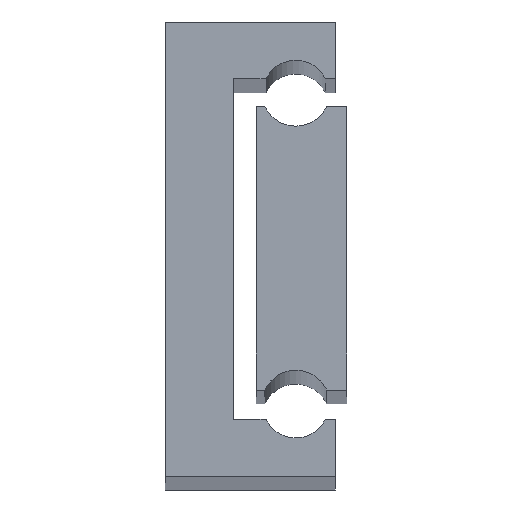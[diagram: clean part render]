
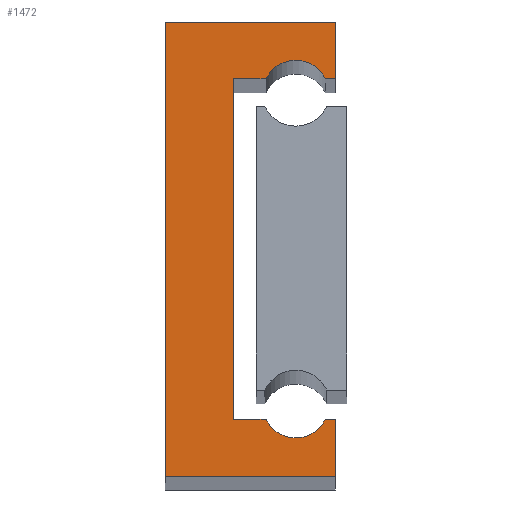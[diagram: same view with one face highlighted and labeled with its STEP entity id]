
A CAD part, top view. The second image highlights one B-rep face of the part: STEP entity #1472.
In plain terms, the highlighted planar face has unit normal (0, 0, 1).
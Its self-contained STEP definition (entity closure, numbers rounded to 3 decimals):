
#6 = VERTEX_POINT ( 'NONE', #1626 ) ;
#49 = DIRECTION ( 'NONE',  ( 0., 0., -1. ) ) ;
#58 = VECTOR ( 'NONE', #1228, 1000. ) ;
#68 = ORIENTED_EDGE ( 'NONE', *, *, #298, .T. ) ;
#103 = ORIENTED_EDGE ( 'NONE', *, *, #1240, .T. ) ;
#144 = VERTEX_POINT ( 'NONE', #1966 ) ;
#169 = CIRCLE ( 'NONE', #663, 2.89 ) ;
#179 = EDGE_CURVE ( 'NONE', #144, #6, #1264, .T. ) ;
#180 = CARTESIAN_POINT ( 'NONE',  ( 6., 35., 350. ) ) ;
#257 = LINE ( 'NONE', #1973, #1927 ) ;
#298 = EDGE_CURVE ( 'NONE', #705, #1826, #1105, .T. ) ;
#302 = DIRECTION ( 'NONE',  ( -1., 0., 0. ) ) ;
#346 = DIRECTION ( 'NONE',  ( -1., 0., 0. ) ) ;
#427 = VECTOR ( 'NONE', #1655, 1000. ) ;
#432 = EDGE_CURVE ( 'NONE', #602, #650, #1401, .T. ) ;
#482 = VERTEX_POINT ( 'NONE', #1460 ) ;
#489 = DIRECTION ( 'NONE',  ( 0., 1., 0. ) ) ;
#515 = ORIENTED_EDGE ( 'NONE', *, *, #898, .T. ) ;
#517 = DIRECTION ( 'NONE',  ( 0., 1., 0. ) ) ;
#524 = VECTOR ( 'NONE', #346, 1000. ) ;
#537 = LINE ( 'NONE', #1588, #524 ) ;
#550 = ORIENTED_EDGE ( 'NONE', *, *, #1726, .T. ) ;
#564 = VERTEX_POINT ( 'NONE', #995 ) ;
#566 = EDGE_CURVE ( 'NONE', #1562, #831, #844, .T. ) ;
#581 = DIRECTION ( 'NONE',  ( 1., 0., 0. ) ) ;
#585 = ORIENTED_EDGE ( 'NONE', *, *, #1346, .T. ) ;
#587 = DIRECTION ( 'NONE',  ( -1., 0., 0. ) ) ;
#602 = VERTEX_POINT ( 'NONE', #752 ) ;
#617 = CARTESIAN_POINT ( 'NONE',  ( 6., 5., 350. ) ) ;
#640 = EDGE_CURVE ( 'NONE', #831, #564, #257, .T. ) ;
#650 = VERTEX_POINT ( 'NONE', #1352 ) ;
#659 = CARTESIAN_POINT ( 'NONE',  ( 0., 40., 350. ) ) ;
#663 = AXIS2_PLACEMENT_3D ( 'NONE', #1930, #49, #1445 ) ;
#687 = ORIENTED_EDGE ( 'NONE', *, *, #1704, .T. ) ;
#696 = CARTESIAN_POINT ( 'NONE',  ( 15., 35., 350. ) ) ;
#705 = VERTEX_POINT ( 'NONE', #1518 ) ;
#731 = CARTESIAN_POINT ( 'NONE',  ( 0., 0., 350. ) ) ;
#752 = CARTESIAN_POINT ( 'NONE',  ( 15., 0., 350. ) ) ;
#770 = CARTESIAN_POINT ( 'NONE',  ( 6., 5., 350. ) ) ;
#792 = VECTOR ( 'NONE', #1055, 1000. ) ;
#831 = VERTEX_POINT ( 'NONE', #180 ) ;
#842 = CARTESIAN_POINT ( 'NONE',  ( 15., 40., 350. ) ) ;
#844 = LINE ( 'NONE', #770, #427 ) ;
#892 = EDGE_CURVE ( 'NONE', #650, #144, #1279, .T. ) ;
#898 = EDGE_CURVE ( 'NONE', #482, #1701, #1122, .T. ) ;
#948 = LINE ( 'NONE', #659, #1110 ) ;
#989 = CARTESIAN_POINT ( 'NONE',  ( 15., 40., 350. ) ) ;
#995 = CARTESIAN_POINT ( 'NONE',  ( 8.895, 35., 350. ) ) ;
#1008 = VECTOR ( 'NONE', #489, 1000. ) ;
#1044 = EDGE_CURVE ( 'NONE', #1826, #602, #1162, .T. ) ;
#1055 = DIRECTION ( 'NONE',  ( 1., 0., 0. ) ) ;
#1105 = LINE ( 'NONE', #1561, #58 ) ;
#1110 = VECTOR ( 'NONE', #302, 1000. ) ;
#1112 = AXIS2_PLACEMENT_3D ( 'NONE', #1530, #1345, #1810 ) ;
#1118 = ORIENTED_EDGE ( 'NONE', *, *, #640, .T. ) ;
#1122 = LINE ( 'NONE', #842, #1358 ) ;
#1162 = LINE ( 'NONE', #731, #792 ) ;
#1196 = CARTESIAN_POINT ( 'NONE',  ( 11.5, 33.75, 350. ) ) ;
#1201 = ORIENTED_EDGE ( 'NONE', *, *, #566, .T. ) ;
#1208 = ORIENTED_EDGE ( 'NONE', *, *, #892, .T. ) ;
#1228 = DIRECTION ( 'NONE',  ( 0., -1., 0. ) ) ;
#1240 = EDGE_CURVE ( 'NONE', #1701, #705, #948, .T. ) ;
#1264 = CIRCLE ( 'NONE', #1112, 2.89 ) ;
#1279 = LINE ( 'NONE', #1939, #1546 ) ;
#1296 = DIRECTION ( 'NONE',  ( 1., 0., 0. ) ) ;
#1301 = DIRECTION ( 'NONE',  ( -1., 0., 0. ) ) ;
#1328 = FACE_OUTER_BOUND ( 'NONE', #1801, .T. ) ;
#1345 = DIRECTION ( 'NONE',  ( 0., 0., -1. ) ) ;
#1346 = EDGE_CURVE ( 'NONE', #6, #1562, #537, .T. ) ;
#1352 = CARTESIAN_POINT ( 'NONE',  ( 15., 5., 350. ) ) ;
#1356 = PLANE ( 'NONE',  #1648 ) ;
#1358 = VECTOR ( 'NONE', #517, 1000. ) ;
#1401 = LINE ( 'NONE', #1896, #1008 ) ;
#1432 = VERTEX_POINT ( 'NONE', #1484 ) ;
#1445 = DIRECTION ( 'NONE',  ( -1., 0., 0. ) ) ;
#1460 = CARTESIAN_POINT ( 'NONE',  ( 15., 35., 350. ) ) ;
#1462 = ORIENTED_EDGE ( 'NONE', *, *, #1044, .T. ) ;
#1472 = ADVANCED_FACE ( 'NONE', ( #1328 ), #1356, .F. ) ;
#1484 = CARTESIAN_POINT ( 'NONE',  ( 14.105, 35., 350. ) ) ;
#1508 = VECTOR ( 'NONE', #1296, 1000. ) ;
#1518 = CARTESIAN_POINT ( 'NONE',  ( 0., 40., 350. ) ) ;
#1530 = CARTESIAN_POINT ( 'NONE',  ( 11.5, 6.25, 350. ) ) ;
#1546 = VECTOR ( 'NONE', #1301, 1000. ) ;
#1561 = CARTESIAN_POINT ( 'NONE',  ( 0., 0., 350. ) ) ;
#1562 = VERTEX_POINT ( 'NONE', #617 ) ;
#1588 = CARTESIAN_POINT ( 'NONE',  ( 8.895, 5., 350. ) ) ;
#1619 = CARTESIAN_POINT ( 'NONE',  ( 0., 0., 350. ) ) ;
#1626 = CARTESIAN_POINT ( 'NONE',  ( 8.895, 5., 350. ) ) ;
#1648 = AXIS2_PLACEMENT_3D ( 'NONE', #1196, #1977, #587 ) ;
#1655 = DIRECTION ( 'NONE',  ( 0., 1., 0. ) ) ;
#1678 = ORIENTED_EDGE ( 'NONE', *, *, #432, .T. ) ;
#1701 = VERTEX_POINT ( 'NONE', #989 ) ;
#1704 = EDGE_CURVE ( 'NONE', #564, #1432, #169, .T. ) ;
#1723 = LINE ( 'NONE', #696, #1508 ) ;
#1726 = EDGE_CURVE ( 'NONE', #1432, #482, #1723, .T. ) ;
#1752 = ORIENTED_EDGE ( 'NONE', *, *, #179, .T. ) ;
#1801 = EDGE_LOOP ( 'NONE', ( #68, #1462, #1678, #1208, #1752, #585, #1201, #1118, #687, #550, #515, #103 ) ) ;
#1810 = DIRECTION ( 'NONE',  ( 1., 0., 0. ) ) ;
#1826 = VERTEX_POINT ( 'NONE', #1619 ) ;
#1896 = CARTESIAN_POINT ( 'NONE',  ( 15., 0., 350. ) ) ;
#1927 = VECTOR ( 'NONE', #581, 1000. ) ;
#1930 = CARTESIAN_POINT ( 'NONE',  ( 11.5, 33.75, 350. ) ) ;
#1939 = CARTESIAN_POINT ( 'NONE',  ( 15., 5., 350. ) ) ;
#1966 = CARTESIAN_POINT ( 'NONE',  ( 14.105, 5., 350. ) ) ;
#1973 = CARTESIAN_POINT ( 'NONE',  ( 8.895, 35., 350. ) ) ;
#1977 = DIRECTION ( 'NONE',  ( 0., 0., -1. ) ) ;
